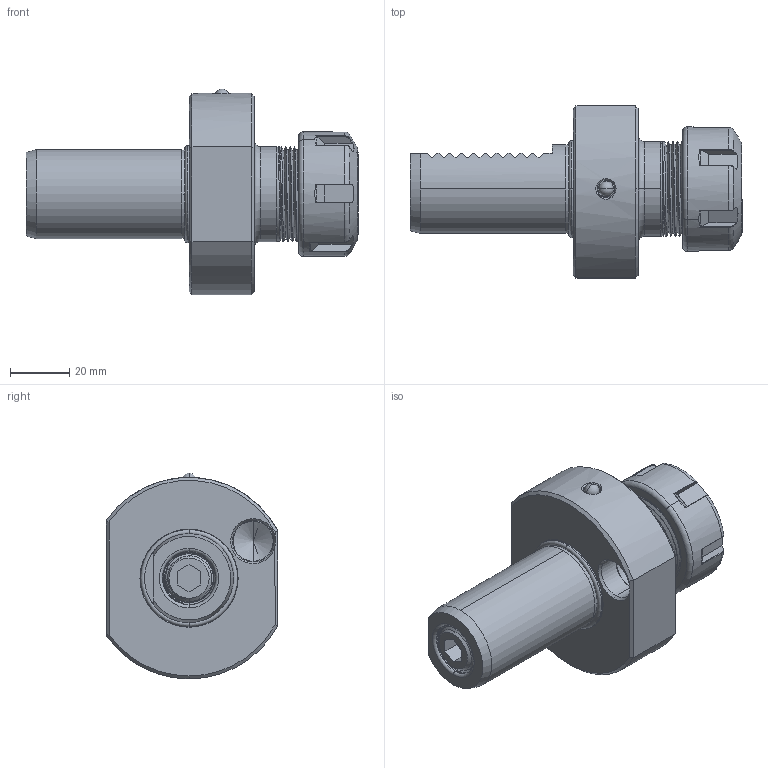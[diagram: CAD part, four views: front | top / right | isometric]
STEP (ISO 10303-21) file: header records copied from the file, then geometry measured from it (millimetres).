
FILE_DESCRIPTION (( 'STEP AP203' ), '1' );
FILE_NAME ('309.02.16.STEP', '2016-11-26T07:06:04', ( '' ), ( '' ), 'SwSTEP 2.0', 'SolidWorks 2012', '' );
FILE_SCHEMA (( 'CONFIG_CONTROL_DESIGN' ));
Length unit declared in the file: millimetre
Products named in the file (7): VDI30       ER25; 309.02.16; 管螺文螺絲; 管螺文螺絲8分之3; 6止水鉚珠; O型環; 2-01.100.0250200C7_ER25螺帽(六溝)
Assembly tree (6 placements, depth 2):
  309.02.16
    VDI30       ER25
    6止水鉚珠
    O型環
    管螺文螺絲8分之3
    2-01.100.0250200C7_ER25螺帽(六溝)
    管螺文螺絲
Bounding box: 112 x 58 x 69.46 mm (x, y, z)
Volume: 113678.6 mm3; surface area: 37612.4 mm2
Topology: 7 solids, 7 shells, 476 faces, 1205 edges, 741 vertices
Faces by surface type: cone 143, cylinder 115, plane 112, bspline 55, torus 48, sphere 3
Entity records: 44129 total; most frequent: CARTESIAN_POINT 33058, ORIENTED_EDGE 2392, DIRECTION 1873, EDGE_CURVE 1196, VERTEX_POINT 738, AXIS2_PLACEMENT_3D 729, EDGE_LOOP 492, FACE_OUTER_BOUND 476
